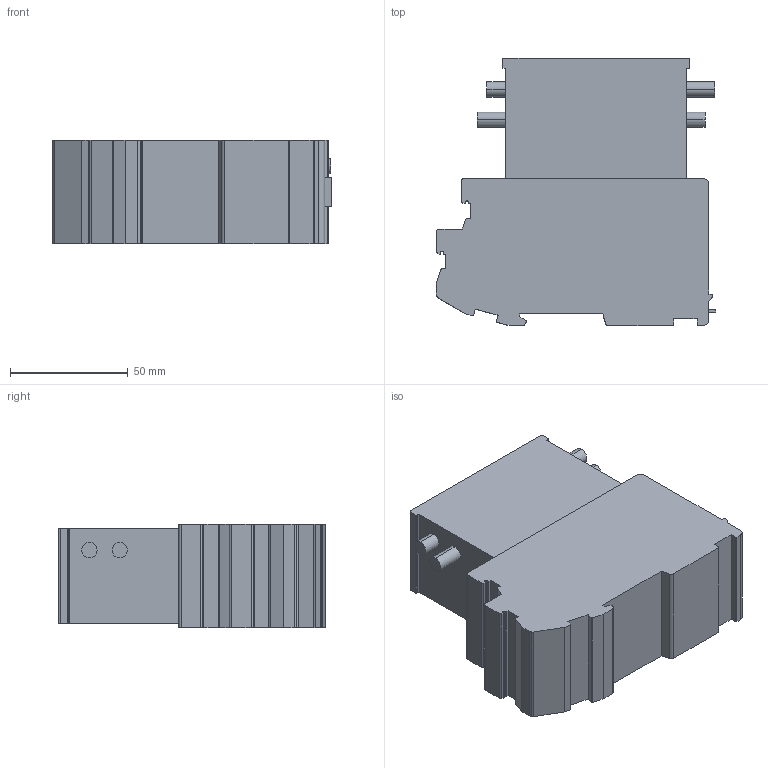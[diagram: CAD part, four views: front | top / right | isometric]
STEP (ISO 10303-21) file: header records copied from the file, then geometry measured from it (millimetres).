
FILE_DESCRIPTION(('SolidDesigner STEP Export'),'2;1');
FILE_NAME('2728665_IBS_ST_24_BKM_LK_OPC-select.stp','2012-06-11T11:02:48',(''),(''),'CoCreate Modeling STEP processor for AP214 (Solid Model)','CoCreate Modeling 16.00A 16-Aug-2008 (C) Parametric Technology GmbH','');
FILE_SCHEMA(('AUTOMOTIVE_DESIGN { 1 0 10303 214 1 1 1 1 }'));
Length unit declared in the file: millimetre
Products named in the file (2): 2728665_IBS_ST_24_BKM_LK_OPC-select
Assembly tree (1 placements, depth 2):
  2728665_IBS_ST_24_BKM_LK_OPC-select
    2728665_IBS_ST_24_BKM_LK_OPC-select
Bounding box: 118.8 x 113.5 x 44 mm (x, y, z)
Volume: 448076 mm3; surface area: 43330.6 mm2
Topology: 1 solids, 1 shells, 132 faces, 347 edges, 230 vertices
Faces by surface type: plane 75, cylinder 57
Entity records: 4715 total; most frequent: ORIENTED_EDGE 694, CARTESIAN_POINT 663, DIRECTION 642, EDGE_CURVE 347, VERTEX_POINT 230, VECTOR 224, LINE 224, AXIS2_PLACEMENT_3D 209
